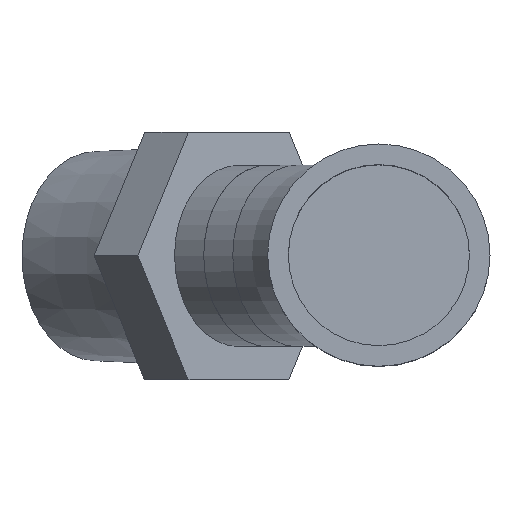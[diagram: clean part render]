
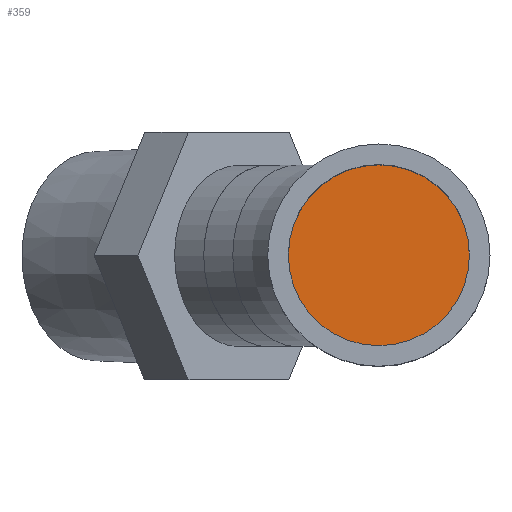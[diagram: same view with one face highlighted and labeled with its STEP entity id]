
A CAD part, top view. The second image highlights one B-rep face of the part: STEP entity #359.
In plain terms, the highlighted planar face has unit normal (0, 0, 1).
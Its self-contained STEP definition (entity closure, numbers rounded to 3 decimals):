
#103=ORIENTED_EDGE('',*,*,#164,.F.);
#164=EDGE_CURVE('',#201,#201,#232,.T.);
#201=VERTEX_POINT('',#687);
#232=CIRCLE('',#509,11.);
#264=EDGE_LOOP('',(#103));
#310=FACE_BOUND('',#264,.T.);
#335=PLANE('',#510);
#359=ADVANCED_FACE('',(#310),#335,.F.);
#509=AXIS2_PLACEMENT_3D('',#686,#584,#585);
#510=AXIS2_PLACEMENT_3D('',#688,#586,#587);
#584=DIRECTION('',(0.,0.,-1.));
#585=DIRECTION('',(1.,0.,0.));
#586=DIRECTION('',(0.,0.,-1.));
#587=DIRECTION('',(-1.,0.,0.));
#686=CARTESIAN_POINT('',(0.,0.,14.141));
#687=CARTESIAN_POINT('',(11.,0.,14.141));
#688=CARTESIAN_POINT('',(0.,0.,14.141));
